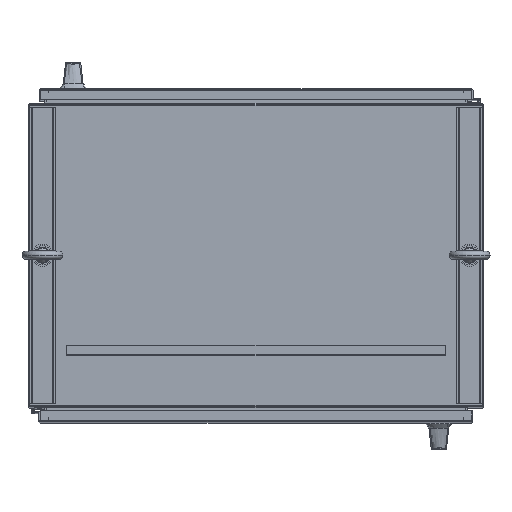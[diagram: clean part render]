
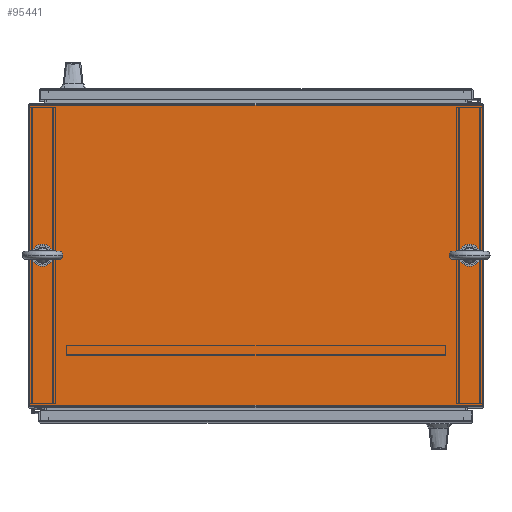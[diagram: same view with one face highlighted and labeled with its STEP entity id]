
A CAD part, top view. The second image highlights one B-rep face of the part: STEP entity #95441.
In plain terms, the highlighted planar face has unit normal (0, 0, 1).
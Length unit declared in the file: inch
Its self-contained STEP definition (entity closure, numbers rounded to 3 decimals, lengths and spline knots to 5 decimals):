
#18 = VERTEX_POINT ( 'NONE', #75772 ) ;
#993 = VECTOR ( 'NONE', #78750, 39.37008 ) ;
#4250 = EDGE_LOOP ( 'NONE', ( #18089, #68671 ) ) ;
#8170 = EDGE_CURVE ( 'NONE', #74863, #22356, #18438, .T. ) ;
#9398 = CARTESIAN_POINT ( 'NONE',  ( 17.31, 0., 71.965 ) ) ;
#9471 = AXIS2_PLACEMENT_3D ( 'NONE', #24387, #108224, #31164 ) ;
#11422 = FACE_OUTER_BOUND ( 'NONE', #104542, .T. ) ;
#12451 = EDGE_CURVE ( 'NONE', #82929, #83872, #44540, .T. ) ;
#12531 = PLANE ( 'NONE',  #69099 ) ;
#13552 = EDGE_CURVE ( 'NONE', #81265, #90264, #83069, .T. ) ;
#14722 = AXIS2_PLACEMENT_3D ( 'NONE', #92922, #61375, #69831 ) ;
#16466 = ORIENTED_EDGE ( 'NONE', *, *, #106605, .T. ) ;
#18089 = ORIENTED_EDGE ( 'NONE', *, *, #13552, .T. ) ;
#18438 = CIRCLE ( 'NONE', #9471, 0.375 ) ;
#22356 = VERTEX_POINT ( 'NONE', #9398 ) ;
#24387 = CARTESIAN_POINT ( 'NONE',  ( 16.935, 0., 71.965 ) ) ;
#28873 = DIRECTION ( 'NONE',  ( 1., 0., 0. ) ) ;
#31164 = DIRECTION ( 'NONE',  ( 1., 0., 0. ) ) ;
#35554 = DIRECTION ( 'NONE',  ( 0., 1., 0. ) ) ;
#36291 = ORIENTED_EDGE ( 'NONE', *, *, #99800, .T. ) ;
#38109 = CARTESIAN_POINT ( 'NONE',  ( -16.56, 0., 71.965 ) ) ;
#38979 = FACE_BOUND ( 'NONE', #56638, .T. ) ;
#40696 = LINE ( 'NONE', #100330, #73480 ) ;
#44540 = LINE ( 'NONE', #61420, #109893 ) ;
#45649 = CARTESIAN_POINT ( 'NONE',  ( 16.935, 0., 71.965 ) ) ;
#45738 = FACE_BOUND ( 'NONE', #4250, .T. ) ;
#45893 = CARTESIAN_POINT ( 'NONE',  ( 16.56, 0., 71.965 ) ) ;
#47090 = CIRCLE ( 'NONE', #14722, 0.375 ) ;
#55060 = CARTESIAN_POINT ( 'NONE',  ( -17.935, -11.887, 71.965 ) ) ;
#56638 = EDGE_LOOP ( 'NONE', ( #36291, #99333 ) ) ;
#61110 = CARTESIAN_POINT ( 'NONE',  ( 17.935, 11.887, 71.965 ) ) ;
#61375 = DIRECTION ( 'NONE',  ( 0., 0., -1. ) ) ;
#61420 = CARTESIAN_POINT ( 'NONE',  ( 17.935, -12.03, 71.965 ) ) ;
#64167 = ORIENTED_EDGE ( 'NONE', *, *, #12451, .T. ) ;
#65586 = LINE ( 'NONE', #99911, #85301 ) ;
#68671 = ORIENTED_EDGE ( 'NONE', *, *, #92377, .T. ) ;
#69099 = AXIS2_PLACEMENT_3D ( 'NONE', #73296, #107589, #28873 ) ;
#69416 = VERTEX_POINT ( 'NONE', #55060 ) ;
#69831 = DIRECTION ( 'NONE',  ( 1., 0., 0. ) ) ;
#70573 = EDGE_CURVE ( 'NONE', #83872, #18, #96734, .T. ) ;
#73296 = CARTESIAN_POINT ( 'NONE',  ( -17.935, -12.03, 71.965 ) ) ;
#73480 = VECTOR ( 'NONE', #106551, 39.37008 ) ;
#74863 = VERTEX_POINT ( 'NONE', #45893 ) ;
#75040 = CIRCLE ( 'NONE', #103793, 0.375 ) ;
#75772 = CARTESIAN_POINT ( 'NONE',  ( -17.935, 11.887, 71.965 ) ) ;
#75940 = AXIS2_PLACEMENT_3D ( 'NONE', #98519, #88961, #80533 ) ;
#76870 = CARTESIAN_POINT ( 'NONE',  ( -17.31, 0., 71.965 ) ) ;
#78750 = DIRECTION ( 'NONE',  ( -1., 0., 0. ) ) ;
#79977 = DIRECTION ( 'NONE',  ( 1., 0., 0. ) ) ;
#80533 = DIRECTION ( 'NONE',  ( 1., 0., 0. ) ) ;
#81265 = VERTEX_POINT ( 'NONE', #38109 ) ;
#82929 = VERTEX_POINT ( 'NONE', #103630 ) ;
#83069 = CIRCLE ( 'NONE', #75940, 0.375 ) ;
#83872 = VERTEX_POINT ( 'NONE', #61110 ) ;
#85301 = VECTOR ( 'NONE', #90901, 39.37008 ) ;
#86513 = ORIENTED_EDGE ( 'NONE', *, *, #95289, .T. ) ;
#88961 = DIRECTION ( 'NONE',  ( 0., 0., -1. ) ) ;
#90264 = VERTEX_POINT ( 'NONE', #76870 ) ;
#90901 = DIRECTION ( 'NONE',  ( 0., -1., 0. ) ) ;
#92377 = EDGE_CURVE ( 'NONE', #90264, #81265, #47090, .T. ) ;
#92922 = CARTESIAN_POINT ( 'NONE',  ( -16.935, 0., 71.965 ) ) ;
#95289 = EDGE_CURVE ( 'NONE', #18, #69416, #65586, .T. ) ;
#95441 = ADVANCED_FACE ( 'NONE', ( #11422, #45738, #38979 ), #12531, .T. ) ;
#96734 = LINE ( 'NONE', #104643, #993 ) ;
#97404 = DIRECTION ( 'NONE',  ( 0., 0., -1. ) ) ;
#97761 = ORIENTED_EDGE ( 'NONE', *, *, #70573, .T. ) ;
#98519 = CARTESIAN_POINT ( 'NONE',  ( -16.935, 0., 71.965 ) ) ;
#99333 = ORIENTED_EDGE ( 'NONE', *, *, #8170, .T. ) ;
#99800 = EDGE_CURVE ( 'NONE', #22356, #74863, #75040, .T. ) ;
#99911 = CARTESIAN_POINT ( 'NONE',  ( -17.935, -12.03, 71.965 ) ) ;
#100330 = CARTESIAN_POINT ( 'NONE',  ( -17.935, -11.887, 71.965 ) ) ;
#103630 = CARTESIAN_POINT ( 'NONE',  ( 17.935, -11.887, 71.965 ) ) ;
#103793 = AXIS2_PLACEMENT_3D ( 'NONE', #45649, #97404, #79977 ) ;
#104542 = EDGE_LOOP ( 'NONE', ( #86513, #16466, #64167, #97761 ) ) ;
#104643 = CARTESIAN_POINT ( 'NONE',  ( -17.935, 11.887, 71.965 ) ) ;
#106551 = DIRECTION ( 'NONE',  ( 1., 0., 0. ) ) ;
#106605 = EDGE_CURVE ( 'NONE', #69416, #82929, #40696, .T. ) ;
#107589 = DIRECTION ( 'NONE',  ( 0., 0., 1. ) ) ;
#108224 = DIRECTION ( 'NONE',  ( 0., 0., -1. ) ) ;
#109893 = VECTOR ( 'NONE', #35554, 39.37008 ) ;
